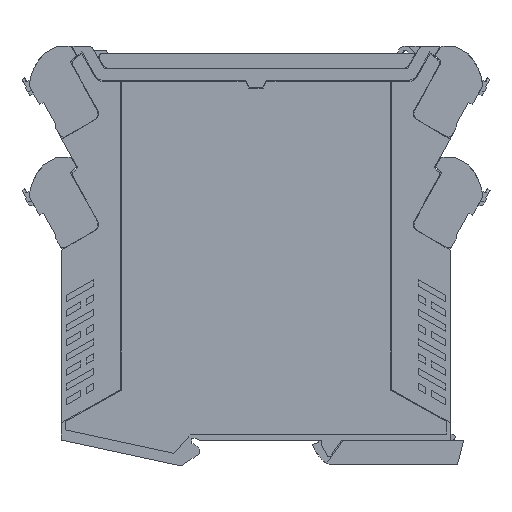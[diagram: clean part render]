
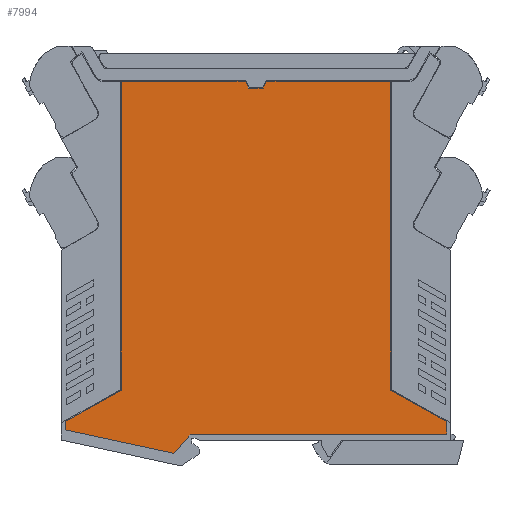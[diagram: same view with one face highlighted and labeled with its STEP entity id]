
A CAD part, left-side view. The second image highlights one B-rep face of the part: STEP entity #7994.
In plain terms, the highlighted planar face has unit normal (-1, 0, 0).
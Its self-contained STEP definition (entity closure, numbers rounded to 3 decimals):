
#7972=AXIS2_PLACEMENT_3D('Plane Axis2P3D',#7969,#7970,#7971) ;
#3376=CARTESIAN_POINT('Vertex',(0.,100.196,20.571)) ;
#3379=CARTESIAN_POINT('Line Origine',(0.,100.196,62.547)) ;
#3383=CARTESIAN_POINT('Vertex',(0.,100.196,104.524)) ;
#3399=CARTESIAN_POINT('Line Origine',(0.,68.177,104.524)) ;
#3403=CARTESIAN_POINT('Vertex',(0.,66.427,104.524)) ;
#3405=CARTESIAN_POINT('Vertex',(0.,69.927,104.524)) ;
#3413=CARTESIAN_POINT('Line Origine',(0.,85.062,104.524)) ;
#3432=CARTESIAN_POINT('Line Origine',(0.,65.984,103.574)) ;
#3436=CARTESIAN_POINT('Vertex',(0.,65.541,102.624)) ;
#3461=CARTESIAN_POINT('Vertex',(0.,61.651,102.624)) ;
#3464=CARTESIAN_POINT('Line Origine',(0.,63.596,102.624)) ;
#3482=CARTESIAN_POINT('Line Origine',(0.,61.208,103.574)) ;
#3486=CARTESIAN_POINT('Vertex',(0.,60.765,104.524)) ;
#3502=CARTESIAN_POINT('Line Origine',(0.,59.015,104.524)) ;
#3506=CARTESIAN_POINT('Vertex',(0.,57.265,104.524)) ;
#3509=CARTESIAN_POINT('Line Origine',(0.,42.131,104.524)) ;
#3513=CARTESIAN_POINT('Vertex',(0.,26.996,104.524)) ;
#3535=CARTESIAN_POINT('Line Origine',(0.,26.996,62.547)) ;
#3539=CARTESIAN_POINT('Vertex',(0.,26.996,20.571)) ;
#3560=CARTESIAN_POINT('Line Origine',(0.,19.38,16.305)) ;
#3564=CARTESIAN_POINT('Vertex',(0.,11.764,12.04)) ;
#3585=CARTESIAN_POINT('Line Origine',(0.,11.764,10.332)) ;
#3589=CARTESIAN_POINT('Vertex',(0.,11.764,8.624)) ;
#3610=CARTESIAN_POINT('Line Origine',(0.,46.543,8.624)) ;
#3614=CARTESIAN_POINT('Vertex',(0.,81.323,8.624)) ;
#3630=CARTESIAN_POINT('Line Origine',(0.,83.838,5.745)) ;
#3634=CARTESIAN_POINT('Vertex',(0.,85.876,3.413)) ;
#3636=CARTESIAN_POINT('Vertex',(0.,81.801,8.077)) ;
#3644=CARTESIAN_POINT('Line Origine',(0.,81.56,8.353)) ;
#3648=CARTESIAN_POINT('Vertex',(0.,81.796,8.082)) ;
#3651=CARTESIAN_POINT('Line Origine',(0.,81.799,8.079)) ;
#3673=CARTESIAN_POINT('Line Origine',(0.,100.652,6.592)) ;
#3677=CARTESIAN_POINT('Vertex',(0.,115.428,9.771)) ;
#3698=CARTESIAN_POINT('Line Origine',(0.,115.428,10.906)) ;
#3702=CARTESIAN_POINT('Vertex',(0.,115.428,12.04)) ;
#3723=CARTESIAN_POINT('Line Origine',(0.,107.812,16.305)) ;
#7969=CARTESIAN_POINT('Axis2P3D Location',(0.,63.596,7.024)) ;
#3380=DIRECTION('Vector Direction',(0.,0.,-1.)) ;
#3400=DIRECTION('Vector Direction',(0.,1.,0.)) ;
#3414=DIRECTION('Vector Direction',(0.,1.,0.)) ;
#3433=DIRECTION('Vector Direction',(0.,0.423,0.906)) ;
#3465=DIRECTION('Vector Direction',(0.,1.,0.)) ;
#3483=DIRECTION('Vector Direction',(0.,-0.423,0.906)) ;
#3503=DIRECTION('Vector Direction',(0.,1.,0.)) ;
#3510=DIRECTION('Vector Direction',(0.,1.,0.)) ;
#3536=DIRECTION('Vector Direction',(0.,0.,1.)) ;
#3561=DIRECTION('Vector Direction',(0.,0.872,0.489)) ;
#3586=DIRECTION('Vector Direction',(0.,0.,1.)) ;
#3611=DIRECTION('Vector Direction',(0.,1.,0.)) ;
#3631=DIRECTION('Vector Direction',(0.,-0.658,0.753)) ;
#3645=DIRECTION('Vector Direction',(0.,-0.658,0.753)) ;
#3652=DIRECTION('Vector Direction',(0.,-0.658,0.753)) ;
#3674=DIRECTION('Vector Direction',(0.,-0.978,-0.21)) ;
#3699=DIRECTION('Vector Direction',(0.,0.,-1.)) ;
#3724=DIRECTION('Vector Direction',(0.,0.872,-0.489)) ;
#7970=DIRECTION('Axis2P3D Direction',(-1.,0.,0.)) ;
#7971=DIRECTION('Axis2P3D XDirection',(0.,1.,0.)) ;
#3381=VECTOR('Line Direction',#3380,1.) ;
#3401=VECTOR('Line Direction',#3400,1.) ;
#3415=VECTOR('Line Direction',#3414,1.) ;
#3434=VECTOR('Line Direction',#3433,1.) ;
#3466=VECTOR('Line Direction',#3465,1.) ;
#3484=VECTOR('Line Direction',#3483,1.) ;
#3504=VECTOR('Line Direction',#3503,1.) ;
#3511=VECTOR('Line Direction',#3510,1.) ;
#3537=VECTOR('Line Direction',#3536,1.) ;
#3562=VECTOR('Line Direction',#3561,1.) ;
#3587=VECTOR('Line Direction',#3586,1.) ;
#3612=VECTOR('Line Direction',#3611,1.) ;
#3632=VECTOR('Line Direction',#3631,1.) ;
#3646=VECTOR('Line Direction',#3645,1.) ;
#3653=VECTOR('Line Direction',#3652,1.) ;
#3675=VECTOR('Line Direction',#3674,1.) ;
#3700=VECTOR('Line Direction',#3699,1.) ;
#3725=VECTOR('Line Direction',#3724,1.) ;
#7975=ORIENTED_EDGE('',*,*,#3638,.T.) ;
#7976=ORIENTED_EDGE('',*,*,#3655,.T.) ;
#7977=ORIENTED_EDGE('',*,*,#3650,.T.) ;
#7978=ORIENTED_EDGE('',*,*,#3616,.T.) ;
#7979=ORIENTED_EDGE('',*,*,#3591,.T.) ;
#7980=ORIENTED_EDGE('',*,*,#3566,.T.) ;
#7981=ORIENTED_EDGE('',*,*,#3541,.T.) ;
#7982=ORIENTED_EDGE('',*,*,#3515,.T.) ;
#7983=ORIENTED_EDGE('',*,*,#3508,.T.) ;
#7984=ORIENTED_EDGE('',*,*,#3488,.T.) ;
#7985=ORIENTED_EDGE('',*,*,#3468,.T.) ;
#7986=ORIENTED_EDGE('',*,*,#3438,.T.) ;
#7987=ORIENTED_EDGE('',*,*,#3407,.T.) ;
#7988=ORIENTED_EDGE('',*,*,#3417,.T.) ;
#7989=ORIENTED_EDGE('',*,*,#3385,.T.) ;
#7990=ORIENTED_EDGE('',*,*,#3727,.T.) ;
#7991=ORIENTED_EDGE('',*,*,#3704,.T.) ;
#7992=ORIENTED_EDGE('',*,*,#3679,.T.) ;
#7994=ADVANCED_FACE('GEHAEUSE',(#7993),#7973,.T.) ;
#3385=EDGE_CURVE('',#3384,#3377,#3382,.T.) ;
#3407=EDGE_CURVE('',#3404,#3406,#3402,.T.) ;
#3417=EDGE_CURVE('',#3406,#3384,#3416,.T.) ;
#3438=EDGE_CURVE('',#3437,#3404,#3435,.T.) ;
#3468=EDGE_CURVE('',#3462,#3437,#3467,.T.) ;
#3488=EDGE_CURVE('',#3487,#3462,#3485,.F.) ;
#3508=EDGE_CURVE('',#3507,#3487,#3505,.T.) ;
#3515=EDGE_CURVE('',#3514,#3507,#3512,.T.) ;
#3541=EDGE_CURVE('',#3540,#3514,#3538,.T.) ;
#3566=EDGE_CURVE('',#3565,#3540,#3563,.T.) ;
#3591=EDGE_CURVE('',#3590,#3565,#3588,.T.) ;
#3616=EDGE_CURVE('',#3615,#3590,#3613,.F.) ;
#3638=EDGE_CURVE('',#3635,#3637,#3633,.T.) ;
#3650=EDGE_CURVE('',#3649,#3615,#3647,.T.) ;
#3655=EDGE_CURVE('',#3637,#3649,#3654,.T.) ;
#3679=EDGE_CURVE('',#3678,#3635,#3676,.T.) ;
#3704=EDGE_CURVE('',#3703,#3678,#3701,.T.) ;
#3727=EDGE_CURVE('',#3377,#3703,#3726,.T.) ;
#7974=EDGE_LOOP('',(#7975,#7976,#7977,#7978,#7979,#7980,#7981,#7982,#7983,#7984,#7985,#7986,#7987,#7988,#7989,#7990,#7991,#7992)) ;
#7993=FACE_OUTER_BOUND('',#7974,.T.) ;
#3382=LINE('Line',#3379,#3381) ;
#3402=LINE('Line',#3399,#3401) ;
#3416=LINE('Line',#3413,#3415) ;
#3435=LINE('Line',#3432,#3434) ;
#3467=LINE('Line',#3464,#3466) ;
#3485=LINE('Line',#3482,#3484) ;
#3505=LINE('Line',#3502,#3504) ;
#3512=LINE('Line',#3509,#3511) ;
#3538=LINE('Line',#3535,#3537) ;
#3563=LINE('Line',#3560,#3562) ;
#3588=LINE('Line',#3585,#3587) ;
#3613=LINE('Line',#3610,#3612) ;
#3633=LINE('Line',#3630,#3632) ;
#3647=LINE('Line',#3644,#3646) ;
#3654=LINE('Line',#3651,#3653) ;
#3676=LINE('Line',#3673,#3675) ;
#3701=LINE('Line',#3698,#3700) ;
#3726=LINE('Line',#3723,#3725) ;
#7973=PLANE('',#7972) ;
#3377=VERTEX_POINT('',#3376) ;
#3384=VERTEX_POINT('',#3383) ;
#3404=VERTEX_POINT('',#3403) ;
#3406=VERTEX_POINT('',#3405) ;
#3437=VERTEX_POINT('',#3436) ;
#3462=VERTEX_POINT('',#3461) ;
#3487=VERTEX_POINT('',#3486) ;
#3507=VERTEX_POINT('',#3506) ;
#3514=VERTEX_POINT('',#3513) ;
#3540=VERTEX_POINT('',#3539) ;
#3565=VERTEX_POINT('',#3564) ;
#3590=VERTEX_POINT('',#3589) ;
#3615=VERTEX_POINT('',#3614) ;
#3635=VERTEX_POINT('',#3634) ;
#3637=VERTEX_POINT('',#3636) ;
#3649=VERTEX_POINT('',#3648) ;
#3678=VERTEX_POINT('',#3677) ;
#3703=VERTEX_POINT('',#3702) ;
